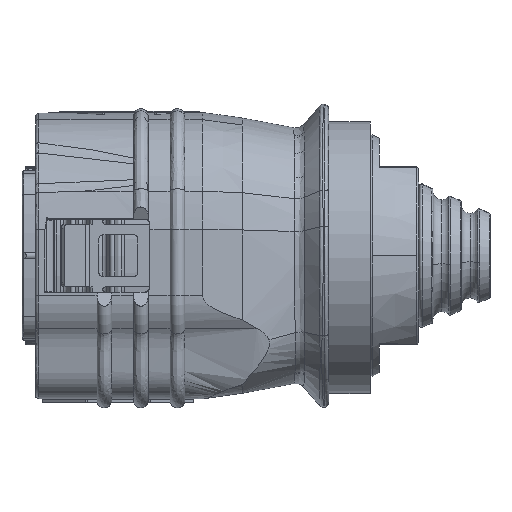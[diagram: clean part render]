
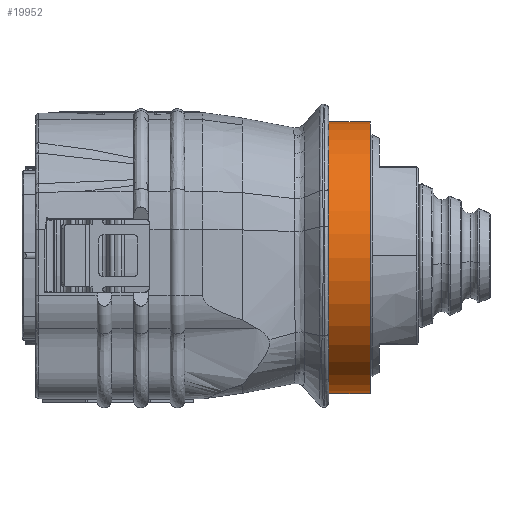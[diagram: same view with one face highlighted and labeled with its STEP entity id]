
A CAD part, front view. The second image highlights one B-rep face of the part: STEP entity #19952.
In plain terms, the highlighted cylindrical face has radius 13 mm (diameter 26 mm), a partial arc.
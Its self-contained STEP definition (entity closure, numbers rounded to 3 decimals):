
#1542 = ORIENTED_EDGE ( 'NONE', *, *, #40517, .F. ) ;
#2295 = AXIS2_PLACEMENT_3D ( 'NONE', #48770, #19449, #53679 ) ;
#2641 = LINE ( 'NONE', #35575, #40265 ) ;
#2907 = CYLINDRICAL_SURFACE ( 'NONE', #33298, 13. ) ;
#3092 = DIRECTION ( 'NONE',  ( 0., 0., -1. ) ) ;
#5941 = DIRECTION ( 'NONE',  ( 1., 0., 0. ) ) ;
#9917 = DIRECTION ( 'NONE',  ( 0., 0., 1. ) ) ;
#10097 = VERTEX_POINT ( 'NONE', #24216 ) ;
#11244 = EDGE_CURVE ( 'NONE', #19740, #11910, #2641, .T. ) ;
#11910 = VERTEX_POINT ( 'NONE', #38700 ) ;
#12969 = DIRECTION ( 'NONE',  ( 1., 0., 0. ) ) ;
#15317 = EDGE_LOOP ( 'NONE', ( #23653, #1542, #31277, #43646 ) ) ;
#19449 = DIRECTION ( 'NONE',  ( -1., 0., 0. ) ) ;
#19740 = VERTEX_POINT ( 'NONE', #61352 ) ;
#19780 = DIRECTION ( 'NONE',  ( -1., 0., 0. ) ) ;
#19952 = ADVANCED_FACE ( 'NONE', ( #60386 ), #2907, .T. ) ;
#21549 = VECTOR ( 'NONE', #5941, 1000. ) ;
#23653 = ORIENTED_EDGE ( 'NONE', *, *, #62741, .F. ) ;
#24216 = CARTESIAN_POINT ( 'NONE',  ( 18.35, -0.15, 12.8 ) ) ;
#26385 = CARTESIAN_POINT ( 'NONE',  ( 14.35, -0.15, 12.8 ) ) ;
#31277 = ORIENTED_EDGE ( 'NONE', *, *, #11244, .T. ) ;
#33298 = AXIS2_PLACEMENT_3D ( 'NONE', #56867, #12969, #3092 ) ;
#34561 = LINE ( 'NONE', #49214, #21549 ) ;
#35575 = CARTESIAN_POINT ( 'NONE',  ( 14.35, -0.15, -13.2 ) ) ;
#38700 = CARTESIAN_POINT ( 'NONE',  ( 18.35, -0.15, -13.2 ) ) ;
#40265 = VECTOR ( 'NONE', #54443, 1000. ) ;
#40517 = EDGE_CURVE ( 'NONE', #19740, #47706, #46247, .T. ) ;
#43646 = ORIENTED_EDGE ( 'NONE', *, *, #61882, .T. ) ;
#45804 = AXIS2_PLACEMENT_3D ( 'NONE', #49533, #19780, #9917 ) ;
#46247 = CIRCLE ( 'NONE', #2295, 13. ) ;
#47706 = VERTEX_POINT ( 'NONE', #26385 ) ;
#48770 = CARTESIAN_POINT ( 'NONE',  ( 14.35, -0.15, -0.2 ) ) ;
#49214 = CARTESIAN_POINT ( 'NONE',  ( 14.35, -0.15, 12.8 ) ) ;
#49533 = CARTESIAN_POINT ( 'NONE',  ( 18.35, -0.15, -0.2 ) ) ;
#53679 = DIRECTION ( 'NONE',  ( 0., 0., 1. ) ) ;
#54443 = DIRECTION ( 'NONE',  ( 1., 0., 0. ) ) ;
#56867 = CARTESIAN_POINT ( 'NONE',  ( 14.35, -0.15, -0.2 ) ) ;
#59140 = CIRCLE ( 'NONE', #45804, 13. ) ;
#60386 = FACE_OUTER_BOUND ( 'NONE', #15317, .T. ) ;
#61352 = CARTESIAN_POINT ( 'NONE',  ( 14.35, -0.15, -13.2 ) ) ;
#61882 = EDGE_CURVE ( 'NONE', #11910, #10097, #59140, .T. ) ;
#62741 = EDGE_CURVE ( 'NONE', #47706, #10097, #34561, .T. ) ;
